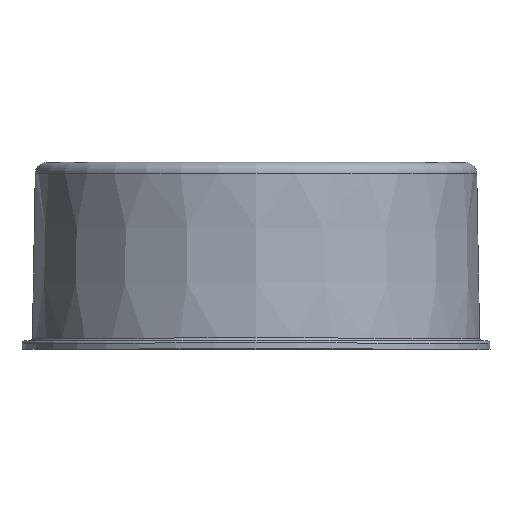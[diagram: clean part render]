
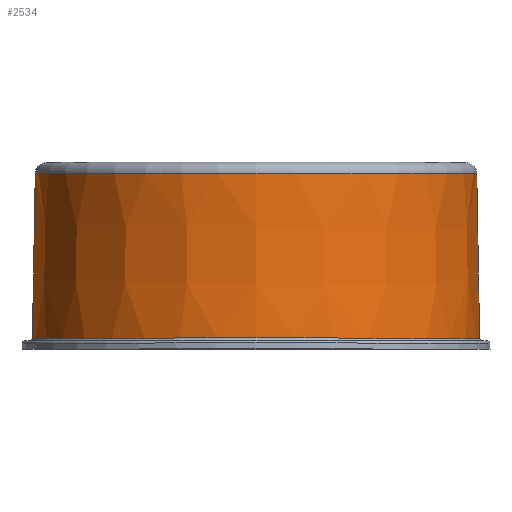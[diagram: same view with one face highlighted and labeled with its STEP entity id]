
A CAD part, top view. The second image highlights one B-rep face of the part: STEP entity #2534.
In plain terms, the highlighted conical face has half-angle 1 degrees and reference radius 26.367 mm.
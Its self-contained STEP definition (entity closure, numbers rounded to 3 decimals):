
#39 = CIRCLE ( 'NONE', #3017, 26.005 ) ;
#416 = LINE ( 'NONE', #6142, #2188 ) ;
#435 = CARTESIAN_POINT ( 'NONE',  ( 0., 0., 0. ) ) ;
#898 = ORIENTED_EDGE ( 'NONE', *, *, #1921, .T. ) ;
#905 = VERTEX_POINT ( 'NONE', #4590 ) ;
#984 = VERTEX_POINT ( 'NONE', #1365 ) ;
#1054 = DIRECTION ( 'NONE',  ( 0., -1., 0. ) ) ;
#1108 = DIRECTION ( 'NONE',  ( 1., 0., 0. ) ) ;
#1365 = CARTESIAN_POINT ( 'NONE',  ( 26.005, 20.723, 0. ) ) ;
#1767 = CARTESIAN_POINT ( 'NONE',  ( -26.005, 20.723, 0. ) ) ;
#1921 = EDGE_CURVE ( 'NONE', #3473, #905, #2940, .T. ) ;
#2069 = AXIS2_PLACEMENT_3D ( 'NONE', #5793, #3165, #1108 ) ;
#2188 = VECTOR ( 'NONE', #4766, 1000. ) ;
#2314 = DIRECTION ( 'NONE',  ( 0., -1., 0. ) ) ;
#2337 = EDGE_LOOP ( 'NONE', ( #2847, #5417, #898, #3225 ) ) ;
#2515 = CONICAL_SURFACE ( 'NONE', #2620, 26.367, 0.017 ) ;
#2534 = ADVANCED_FACE ( 'NONE', ( #3018 ), #2515, .T. ) ;
#2620 = AXIS2_PLACEMENT_3D ( 'NONE', #435, #1054, #5256 ) ;
#2728 = VECTOR ( 'NONE', #3073, 1000. ) ;
#2841 = EDGE_CURVE ( 'NONE', #984, #905, #4618, .T. ) ;
#2847 = ORIENTED_EDGE ( 'NONE', *, *, #5451, .T. ) ;
#2940 = CIRCLE ( 'NONE', #2069, 26.344 ) ;
#3011 = VERTEX_POINT ( 'NONE', #1767 ) ;
#3017 = AXIS2_PLACEMENT_3D ( 'NONE', #6575, #2314, #4413 ) ;
#3018 = FACE_OUTER_BOUND ( 'NONE', #2337, .T. ) ;
#3073 = DIRECTION ( 'NONE',  ( 0.017, -1., 0. ) ) ;
#3103 = CARTESIAN_POINT ( 'NONE',  ( 26.367, 0., 0. ) ) ;
#3165 = DIRECTION ( 'NONE',  ( 0., 1., 0. ) ) ;
#3225 = ORIENTED_EDGE ( 'NONE', *, *, #2841, .F. ) ;
#3239 = EDGE_CURVE ( 'NONE', #3011, #3473, #416, .T. ) ;
#3473 = VERTEX_POINT ( 'NONE', #4532 ) ;
#4413 = DIRECTION ( 'NONE',  ( -1., 0., 0. ) ) ;
#4532 = CARTESIAN_POINT ( 'NONE',  ( -26.344, 1.295, 0. ) ) ;
#4590 = CARTESIAN_POINT ( 'NONE',  ( 26.344, 1.295, 0. ) ) ;
#4618 = LINE ( 'NONE', #3103, #2728 ) ;
#4766 = DIRECTION ( 'NONE',  ( -0.017, -1., 0. ) ) ;
#5256 = DIRECTION ( 'NONE',  ( 1., 0., 0. ) ) ;
#5417 = ORIENTED_EDGE ( 'NONE', *, *, #3239, .T. ) ;
#5451 = EDGE_CURVE ( 'NONE', #984, #3011, #39, .T. ) ;
#5793 = CARTESIAN_POINT ( 'NONE',  ( 0., 1.295, 0. ) ) ;
#6142 = CARTESIAN_POINT ( 'NONE',  ( -26.367, 0., 0. ) ) ;
#6575 = CARTESIAN_POINT ( 'NONE',  ( 0., 20.723, 0. ) ) ;
